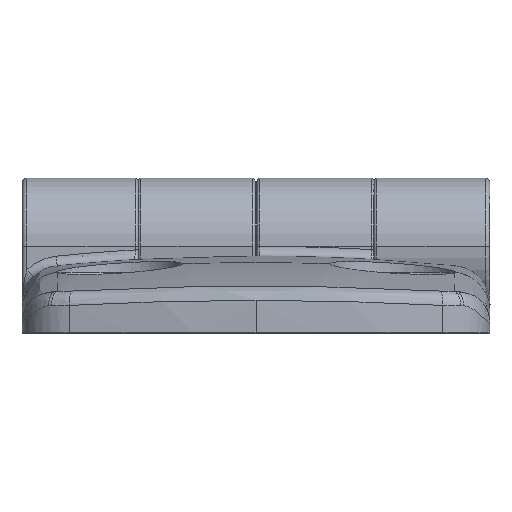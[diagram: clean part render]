
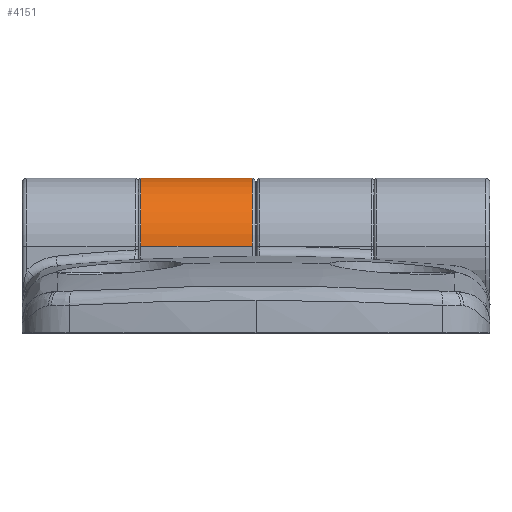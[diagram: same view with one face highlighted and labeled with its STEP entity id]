
A CAD part, top view. The second image highlights one B-rep face of the part: STEP entity #4151.
In plain terms, the highlighted cylindrical face has radius 7 mm (diameter 14 mm), a partial arc.
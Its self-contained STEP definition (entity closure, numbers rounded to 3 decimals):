
#607=CARTESIAN_POINT('',(-0.4,8.9,0.));
#608=DIRECTION('',(1.,0.,0.));
#609=DIRECTION('',(0.,0.,-1.));
#610=AXIS2_PLACEMENT_3D('',#607,#608,#609);
#762=CARTESIAN_POINT('',(-0.4,8.9,
-7.));
#1296=CARTESIAN_POINT('',(-11.8,8.9,0.));
#1297=DIRECTION('',(-1.,0.,0.));
#1298=DIRECTION('',(0.,0.,1.));
#1299=AXIS2_PLACEMENT_3D('',#1296,#1297,#1298);
#1498=DIRECTION('',(1.,0.,0.));
#1499=VECTOR('',#1498,11.4);
#1500=CARTESIAN_POINT('',(-11.8,8.9,7.));
#1501=LINE('',#1500,#1499);
#1505=DIRECTION('',(-1.,0.,0.));
#1506=VECTOR('',#1505,11.4);
#1507=CARTESIAN_POINT('',(-0.4,8.9,
-7.));
#1508=LINE('',#1507,#1506);
#2540=CARTESIAN_POINT('',(-11.8,8.9,7.));
#2542=VERTEX_POINT('',#2540);
#2573=CARTESIAN_POINT('',(-0.4,8.9,7.));
#2574=VERTEX_POINT('',#2573);
#2662=VERTEX_POINT('',#762);
#2671=CARTESIAN_POINT('',(-11.8,8.9,-7.));
#2672=VERTEX_POINT('',#2671);
#4139=CARTESIAN_POINT('',(24.,8.9,0.));
#4140=DIRECTION('',(-1.,0.,0.));
#4141=DIRECTION('',(0.,0.,1.));
#4142=AXIS2_PLACEMENT_3D('',#4139,#4140,#4141);
#4143=CYLINDRICAL_SURFACE('',#4142,7.);
#4144=ORIENTED_EDGE('',*,*,#2879,.F.);
#4145=ORIENTED_EDGE('',*,*,#3895,.T.);
#4147=ORIENTED_EDGE('',*,*,#4146,.F.);
#4148=ORIENTED_EDGE('',*,*,#2899,.T.);
#4149=EDGE_LOOP('',(#4144,#4145,#4147,#4148));
#4150=FACE_OUTER_BOUND('',#4149,.F.);
#611=CIRCLE('',#610,7.);
#1300=CIRCLE('',#1299,7.);
#2879=EDGE_CURVE('',#2542,#2574,#1501,.T.);
#2899=EDGE_CURVE('',#2662,#2574,#611,.T.);
#3895=EDGE_CURVE('',#2542,#2672,#1300,.T.);
#4146=EDGE_CURVE('',#2662,#2672,#1508,.T.);
#4151=ADVANCED_FACE('',(#4150),#4143,.T.);
